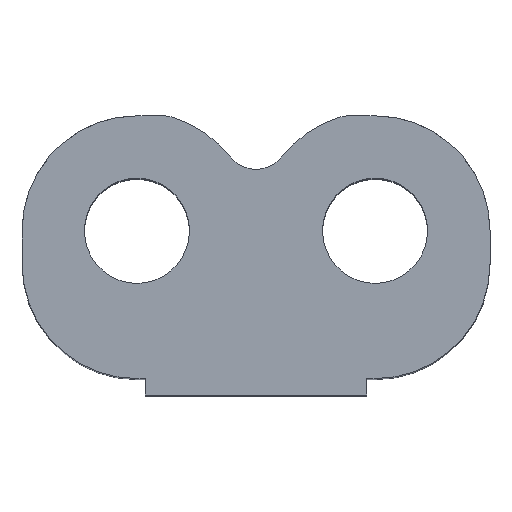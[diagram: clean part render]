
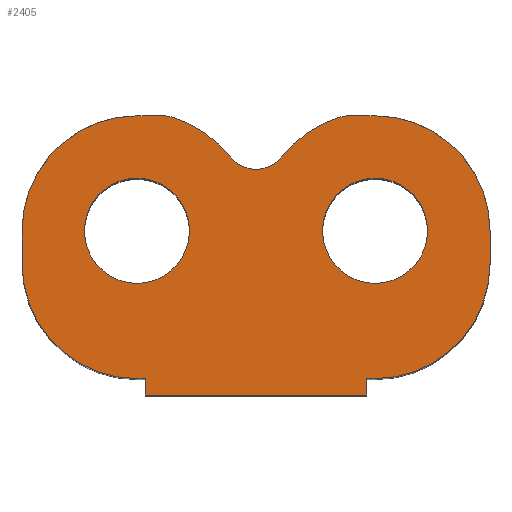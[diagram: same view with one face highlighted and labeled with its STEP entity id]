
A CAD part, top view. The second image highlights one B-rep face of the part: STEP entity #2405.
In plain terms, the highlighted planar face has unit normal (0, 0, 1).
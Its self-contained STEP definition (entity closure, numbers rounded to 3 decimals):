
#272=FACE_BOUND('',#576,.T.);
#273=FACE_BOUND('',#577,.T.);
#285=CIRCLE('',#2582,7.);
#286=CIRCLE('',#2583,7.);
#287=CIRCLE('',#2584,2.);
#288=CIRCLE('',#2585,7.25);
#289=CIRCLE('',#2586,2.);
#290=CIRCLE('',#2587,7.25);
#291=CIRCLE('',#2588,2.);
#292=CIRCLE('',#2589,7.);
#293=CIRCLE('',#2590,7.);
#294=CIRCLE('',#2591,3.2);
#295=CIRCLE('',#2592,3.2);
#423=FACE_OUTER_BOUND('',#575,.T.);
#575=EDGE_LOOP('',(#1612,#1613,#1614,#1615,#1616,#1617,#1618,#1619,#1620,
#1621,#1622,#1623,#1624,#1625,#1626,#1627,#1628,#1629));
#576=EDGE_LOOP('',(#1630));
#577=EDGE_LOOP('',(#1631));
#724=LINE('',#3527,#838);
#736=LINE('',#3574,#850);
#739=LINE('',#3578,#853);
#740=LINE('',#3580,#854);
#741=LINE('',#3584,#855);
#742=LINE('',#3588,#856);
#743=LINE('',#3600,#857);
#744=LINE('',#3604,#858);
#745=LINE('',#3607,#859);
#838=VECTOR('',#2852,10.);
#850=VECTOR('',#2890,10.);
#853=VECTOR('',#2895,10.);
#854=VECTOR('',#2896,9.);
#855=VECTOR('',#2899,10.);
#856=VECTOR('',#2902,1.601);
#857=VECTOR('',#2913,1.601);
#858=VECTOR('',#2916,10.);
#859=VECTOR('',#2919,9.);
#952=VERTEX_POINT('',#3525);
#953=VERTEX_POINT('',#3526);
#974=VERTEX_POINT('',#3572);
#975=VERTEX_POINT('',#3573);
#976=VERTEX_POINT('',#3579);
#977=VERTEX_POINT('',#3581);
#978=VERTEX_POINT('',#3583);
#979=VERTEX_POINT('',#3585);
#980=VERTEX_POINT('',#3587);
#981=VERTEX_POINT('',#3589);
#982=VERTEX_POINT('',#3591);
#983=VERTEX_POINT('',#3593);
#984=VERTEX_POINT('',#3595);
#985=VERTEX_POINT('',#3597);
#986=VERTEX_POINT('',#3599);
#987=VERTEX_POINT('',#3601);
#988=VERTEX_POINT('',#3603);
#989=VERTEX_POINT('',#3605);
#990=VERTEX_POINT('',#3608);
#991=VERTEX_POINT('',#3610);
#1191=EDGE_CURVE('',#952,#953,#724,.T.);
#1214=EDGE_CURVE('',#974,#975,#736,.T.);
#1217=EDGE_CURVE('',#974,#953,#739,.T.);
#1218=EDGE_CURVE('',#976,#975,#740,.T.);
#1219=EDGE_CURVE('',#977,#976,#285,.T.);
#1220=EDGE_CURVE('',#978,#977,#741,.T.);
#1221=EDGE_CURVE('',#978,#979,#286,.T.);
#1222=EDGE_CURVE('',#979,#980,#742,.T.);
#1223=EDGE_CURVE('',#980,#981,#287,.T.);
#1224=EDGE_CURVE('',#981,#982,#288,.T.);
#1225=EDGE_CURVE('',#982,#983,#289,.T.);
#1226=EDGE_CURVE('',#983,#984,#290,.T.);
#1227=EDGE_CURVE('',#984,#985,#291,.T.);
#1228=EDGE_CURVE('',#985,#986,#743,.T.);
#1229=EDGE_CURVE('',#986,#987,#292,.T.);
#1230=EDGE_CURVE('',#987,#988,#744,.T.);
#1231=EDGE_CURVE('',#989,#988,#293,.T.);
#1232=EDGE_CURVE('',#952,#989,#745,.T.);
#1233=EDGE_CURVE('',#990,#990,#294,.F.);
#1234=EDGE_CURVE('',#991,#991,#295,.F.);
#1612=ORIENTED_EDGE('',*,*,#1191,.T.);
#1613=ORIENTED_EDGE('',*,*,#1217,.F.);
#1614=ORIENTED_EDGE('',*,*,#1214,.T.);
#1615=ORIENTED_EDGE('',*,*,#1218,.F.);
#1616=ORIENTED_EDGE('',*,*,#1219,.F.);
#1617=ORIENTED_EDGE('',*,*,#1220,.F.);
#1618=ORIENTED_EDGE('',*,*,#1221,.T.);
#1619=ORIENTED_EDGE('',*,*,#1222,.T.);
#1620=ORIENTED_EDGE('',*,*,#1223,.T.);
#1621=ORIENTED_EDGE('',*,*,#1224,.T.);
#1622=ORIENTED_EDGE('',*,*,#1225,.T.);
#1623=ORIENTED_EDGE('',*,*,#1226,.T.);
#1624=ORIENTED_EDGE('',*,*,#1227,.T.);
#1625=ORIENTED_EDGE('',*,*,#1228,.T.);
#1626=ORIENTED_EDGE('',*,*,#1229,.T.);
#1627=ORIENTED_EDGE('',*,*,#1230,.T.);
#1628=ORIENTED_EDGE('',*,*,#1231,.F.);
#1629=ORIENTED_EDGE('',*,*,#1232,.F.);
#1630=ORIENTED_EDGE('',*,*,#1233,.F.);
#1631=ORIENTED_EDGE('',*,*,#1234,.F.);
#2373=PLANE('',#2581);
#2405=ADVANCED_FACE('',(#423,#272,#273),#2373,.T.);
#2581=AXIS2_PLACEMENT_3D('',#3577,#2893,#2894);
#2582=AXIS2_PLACEMENT_3D('',#3582,#2897,#2898);
#2583=AXIS2_PLACEMENT_3D('',#3586,#2900,#2901);
#2584=AXIS2_PLACEMENT_3D('',#3590,#2903,#2904);
#2585=AXIS2_PLACEMENT_3D('',#3592,#2905,#2906);
#2586=AXIS2_PLACEMENT_3D('',#3594,#2907,#2908);
#2587=AXIS2_PLACEMENT_3D('',#3596,#2909,#2910);
#2588=AXIS2_PLACEMENT_3D('',#3598,#2911,#2912);
#2589=AXIS2_PLACEMENT_3D('',#3602,#2914,#2915);
#2590=AXIS2_PLACEMENT_3D('',#3606,#2917,#2918);
#2591=AXIS2_PLACEMENT_3D('',#3609,#2920,#2921);
#2592=AXIS2_PLACEMENT_3D('',#3611,#2922,#2923);
#2852=DIRECTION('',(0.,-1.,0.));
#2890=DIRECTION('',(0.,1.,0.));
#2893=DIRECTION('center_axis',(0.,0.,1.));
#2894=DIRECTION('ref_axis',(1.,0.,0.));
#2895=DIRECTION('',(-1.,0.,0.));
#2896=DIRECTION('',(-1.,0.,0.));
#2897=DIRECTION('center_axis',(0.,0.,-1.));
#2898=DIRECTION('ref_axis',(0.707,-0.707,0.));
#2899=DIRECTION('',(0.,-1.,0.));
#2900=DIRECTION('center_axis',(0.,0.,1.));
#2901=DIRECTION('ref_axis',(1.,0.,0.));
#2902=DIRECTION('',(-1.,0.,0.));
#2903=DIRECTION('center_axis',(0.,0.,1.));
#2904=DIRECTION('ref_axis',(1.,0.,0.));
#2905=DIRECTION('center_axis',(0.,0.,1.));
#2906=DIRECTION('ref_axis',(-1.,0.,0.));
#2907=DIRECTION('center_axis',(0.,0.,-1.));
#2908=DIRECTION('ref_axis',(1.,0.,0.));
#2909=DIRECTION('center_axis',(0.,0.,1.));
#2910=DIRECTION('ref_axis',(-1.,0.,0.));
#2911=DIRECTION('center_axis',(0.,0.,1.));
#2912=DIRECTION('ref_axis',(1.,0.,0.));
#2913=DIRECTION('',(-1.,0.,0.));
#2914=DIRECTION('center_axis',(0.,0.,1.));
#2915=DIRECTION('ref_axis',(1.,0.,0.));
#2916=DIRECTION('',(0.,-1.,0.));
#2917=DIRECTION('center_axis',(0.,0.,-1.));
#2918=DIRECTION('ref_axis',(-0.707,-0.707,0.));
#2919=DIRECTION('',(-1.,0.,0.));
#2920=DIRECTION('center_axis',(0.,0.,-1.));
#2921=DIRECTION('ref_axis',(-1.,0.,0.));
#2922=DIRECTION('center_axis',(0.,0.,-1.));
#2923=DIRECTION('ref_axis',(-1.,0.,0.));
#3525=CARTESIAN_POINT('',(-6.75,-9.,39.));
#3526=CARTESIAN_POINT('',(-6.75,-10.,39.));
#3527=CARTESIAN_POINT('',(-6.75,-4.5,39.));
#3572=CARTESIAN_POINT('',(6.75,-10.,39.));
#3573=CARTESIAN_POINT('',(6.75,-9.,39.));
#3574=CARTESIAN_POINT('',(6.75,-5.,39.));
#3577=CARTESIAN_POINT('Origin',(7.25,0.,39.));
#3578=CARTESIAN_POINT('',(7.273,-10.,39.));
#3579=CARTESIAN_POINT('',(7.25,-9.,39.));
#3580=CARTESIAN_POINT('',(4.5,-9.,39.));
#3581=CARTESIAN_POINT('',(14.25,-2.,39.));
#3582=CARTESIAN_POINT('Origin',(7.25,-2.,39.));
#3583=CARTESIAN_POINT('',(14.25,0.,39.));
#3584=CARTESIAN_POINT('',(14.25,0.,39.));
#3585=CARTESIAN_POINT('',(7.25,7.,39.));
#3586=CARTESIAN_POINT('Origin',(7.25,0.,39.));
#3587=CARTESIAN_POINT('',(5.649,7.,39.));
#3588=CARTESIAN_POINT('',(7.25,7.,39.));
#3589=CARTESIAN_POINT('',(5.039,6.905,39.));
#3590=CARTESIAN_POINT('Origin',(5.649,5.,39.));
#3591=CARTESIAN_POINT('',(1.568,4.502,39.));
#3592=CARTESIAN_POINT('Origin',(7.25,0.,39.));
#3593=CARTESIAN_POINT('',(-1.568,4.502,39.));
#3594=CARTESIAN_POINT('Origin',(0.,5.745,39.));
#3595=CARTESIAN_POINT('',(-5.039,6.905,39.));
#3596=CARTESIAN_POINT('Origin',(-7.25,0.,39.));
#3597=CARTESIAN_POINT('',(-5.649,7.,39.));
#3598=CARTESIAN_POINT('Origin',(-5.649,5.,39.));
#3599=CARTESIAN_POINT('',(-7.25,7.,39.));
#3600=CARTESIAN_POINT('',(-5.649,7.,39.));
#3601=CARTESIAN_POINT('',(-14.25,0.,39.));
#3602=CARTESIAN_POINT('Origin',(-7.25,0.,39.));
#3603=CARTESIAN_POINT('',(-14.25,-2.,39.));
#3604=CARTESIAN_POINT('',(-14.25,0.,39.));
#3605=CARTESIAN_POINT('',(-7.25,-9.,39.));
#3606=CARTESIAN_POINT('Origin',(-7.25,-2.,39.));
#3607=CARTESIAN_POINT('',(4.5,-9.,39.));
#3608=CARTESIAN_POINT('',(10.45,0.,39.));
#3609=CARTESIAN_POINT('Origin',(7.25,0.,39.));
#3610=CARTESIAN_POINT('',(-4.05,0.,39.));
#3611=CARTESIAN_POINT('Origin',(-7.25,0.,39.));
